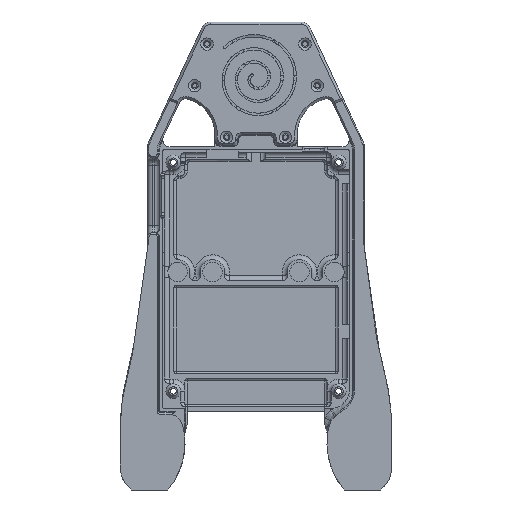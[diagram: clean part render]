
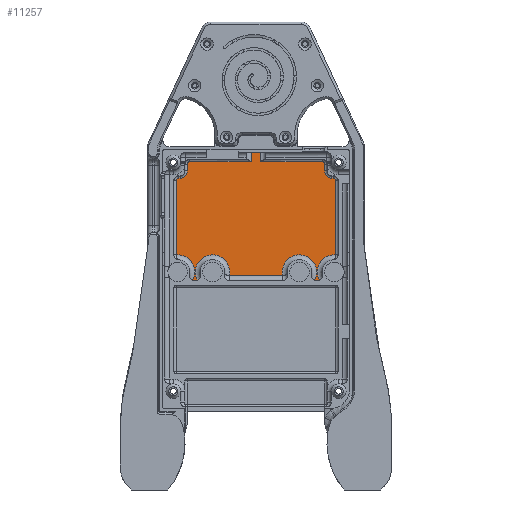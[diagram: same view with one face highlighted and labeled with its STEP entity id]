
A CAD part, front view. The second image highlights one B-rep face of the part: STEP entity #11257.
In plain terms, the highlighted planar face has unit normal (0, -1, 0).
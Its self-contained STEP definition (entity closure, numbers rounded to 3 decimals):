
#561=PLANE('',#12070);
#910=FACE_OUTER_BOUND('',#1590,.T.);
#1590=EDGE_LOOP('',(#8308,#8309,#8310,#8311,#8312,#8313,#8314,#8315,#8316,
#8317,#8318,#8319,#8320,#8321,#8322,#8323,#8324,#8325,#8326,#8327,#8328,
#8329,#8330,#8331,#8332,#8333,#8334,#8335));
#2378=LINE('',#19584,#3319);
#2498=LINE('',#19957,#3439);
#2499=LINE('',#19961,#3440);
#2500=LINE('',#19965,#3441);
#2501=LINE('',#19969,#3442);
#2502=LINE('',#19971,#3443);
#2503=LINE('',#19973,#3444);
#2504=LINE('',#19974,#3445);
#2505=LINE('',#19978,#3446);
#2506=LINE('',#19982,#3447);
#2507=LINE('',#19986,#3448);
#2508=LINE('',#19992,#3449);
#2509=LINE('',#19998,#3450);
#2510=LINE('',#20003,#3451);
#3319=VECTOR('',#13677,1.);
#3439=VECTOR('',#13903,1.);
#3440=VECTOR('',#13906,1.);
#3441=VECTOR('',#13909,1.);
#3442=VECTOR('',#13912,1.);
#3443=VECTOR('',#13913,1.);
#3444=VECTOR('',#13914,1.);
#3445=VECTOR('',#13915,1.);
#3446=VECTOR('',#13918,1.);
#3447=VECTOR('',#13921,1.);
#3448=VECTOR('',#13924,1.);
#3449=VECTOR('',#13929,1.);
#3450=VECTOR('',#13934,1.);
#3451=VECTOR('',#13939,1.);
#4177=CIRCLE('',#12071,2.);
#4178=CIRCLE('',#12072,7.);
#4179=CIRCLE('',#12073,1.);
#4180=CIRCLE('',#12074,3.);
#4181=CIRCLE('',#12075,1.);
#4182=CIRCLE('',#12076,1.);
#4183=CIRCLE('',#12077,3.);
#4184=CIRCLE('',#12078,1.);
#4185=CIRCLE('',#12079,7.);
#4186=CIRCLE('',#12080,2.);
#4187=CIRCLE('',#12081,2.);
#4188=CIRCLE('',#12082,7.);
#4189=CIRCLE('',#12083,7.);
#4190=CIRCLE('',#12084,2.);
#4950=VERTEX_POINT('',#19582);
#4951=VERTEX_POINT('',#19583);
#5092=VERTEX_POINT('',#19951);
#5093=VERTEX_POINT('',#19952);
#5094=VERTEX_POINT('',#19954);
#5095=VERTEX_POINT('',#19956);
#5096=VERTEX_POINT('',#19958);
#5097=VERTEX_POINT('',#19960);
#5098=VERTEX_POINT('',#19962);
#5099=VERTEX_POINT('',#19964);
#5100=VERTEX_POINT('',#19966);
#5101=VERTEX_POINT('',#19968);
#5102=VERTEX_POINT('',#19970);
#5103=VERTEX_POINT('',#19972);
#5104=VERTEX_POINT('',#19975);
#5105=VERTEX_POINT('',#19977);
#5106=VERTEX_POINT('',#19979);
#5107=VERTEX_POINT('',#19981);
#5108=VERTEX_POINT('',#19983);
#5109=VERTEX_POINT('',#19985);
#5110=VERTEX_POINT('',#19987);
#5111=VERTEX_POINT('',#19989);
#5112=VERTEX_POINT('',#19991);
#5113=VERTEX_POINT('',#19993);
#5114=VERTEX_POINT('',#19995);
#5115=VERTEX_POINT('',#19997);
#5116=VERTEX_POINT('',#19999);
#5117=VERTEX_POINT('',#20001);
#6123=EDGE_CURVE('',#4950,#4951,#2378,.T.);
#6278=EDGE_CURVE('',#5092,#5093,#4177,.T.);
#6279=EDGE_CURVE('',#5093,#5094,#4178,.T.);
#6280=EDGE_CURVE('',#5094,#5095,#2498,.T.);
#6281=EDGE_CURVE('',#5095,#5096,#4179,.T.);
#6282=EDGE_CURVE('',#5096,#5097,#2499,.T.);
#6283=EDGE_CURVE('',#5097,#5098,#4180,.T.);
#6284=EDGE_CURVE('',#5098,#5099,#2500,.T.);
#6285=EDGE_CURVE('',#5099,#5100,#4181,.T.);
#6286=EDGE_CURVE('',#5100,#5101,#2501,.T.);
#6287=EDGE_CURVE('',#5101,#5102,#2502,.T.);
#6288=EDGE_CURVE('',#5103,#5102,#2503,.T.);
#6289=EDGE_CURVE('',#5103,#4950,#2504,.T.);
#6290=EDGE_CURVE('',#4951,#5104,#4182,.T.);
#6291=EDGE_CURVE('',#5104,#5105,#2505,.T.);
#6292=EDGE_CURVE('',#5105,#5106,#4183,.T.);
#6293=EDGE_CURVE('',#5106,#5107,#2506,.T.);
#6294=EDGE_CURVE('',#5107,#5108,#4184,.T.);
#6295=EDGE_CURVE('',#5108,#5109,#2507,.T.);
#6296=EDGE_CURVE('',#5109,#5110,#4185,.T.);
#6297=EDGE_CURVE('',#5110,#5111,#4186,.T.);
#6298=EDGE_CURVE('',#5111,#5112,#2508,.T.);
#6299=EDGE_CURVE('',#5112,#5113,#4187,.T.);
#6300=EDGE_CURVE('',#5113,#5114,#4188,.T.);
#6301=EDGE_CURVE('',#5114,#5115,#2509,.T.);
#6302=EDGE_CURVE('',#5115,#5116,#4189,.T.);
#6303=EDGE_CURVE('',#5116,#5117,#4190,.T.);
#6304=EDGE_CURVE('',#5117,#5092,#2510,.T.);
#8308=ORIENTED_EDGE('',*,*,#6278,.T.);
#8309=ORIENTED_EDGE('',*,*,#6279,.T.);
#8310=ORIENTED_EDGE('',*,*,#6280,.T.);
#8311=ORIENTED_EDGE('',*,*,#6281,.T.);
#8312=ORIENTED_EDGE('',*,*,#6282,.T.);
#8313=ORIENTED_EDGE('',*,*,#6283,.T.);
#8314=ORIENTED_EDGE('',*,*,#6284,.T.);
#8315=ORIENTED_EDGE('',*,*,#6285,.T.);
#8316=ORIENTED_EDGE('',*,*,#6286,.T.);
#8317=ORIENTED_EDGE('',*,*,#6287,.T.);
#8318=ORIENTED_EDGE('',*,*,#6288,.F.);
#8319=ORIENTED_EDGE('',*,*,#6289,.T.);
#8320=ORIENTED_EDGE('',*,*,#6123,.T.);
#8321=ORIENTED_EDGE('',*,*,#6290,.T.);
#8322=ORIENTED_EDGE('',*,*,#6291,.T.);
#8323=ORIENTED_EDGE('',*,*,#6292,.T.);
#8324=ORIENTED_EDGE('',*,*,#6293,.T.);
#8325=ORIENTED_EDGE('',*,*,#6294,.T.);
#8326=ORIENTED_EDGE('',*,*,#6295,.T.);
#8327=ORIENTED_EDGE('',*,*,#6296,.T.);
#8328=ORIENTED_EDGE('',*,*,#6297,.T.);
#8329=ORIENTED_EDGE('',*,*,#6298,.T.);
#8330=ORIENTED_EDGE('',*,*,#6299,.T.);
#8331=ORIENTED_EDGE('',*,*,#6300,.T.);
#8332=ORIENTED_EDGE('',*,*,#6301,.T.);
#8333=ORIENTED_EDGE('',*,*,#6302,.T.);
#8334=ORIENTED_EDGE('',*,*,#6303,.T.);
#8335=ORIENTED_EDGE('',*,*,#6304,.T.);
#11257=ADVANCED_FACE('',(#910),#561,.T.);
#12070=AXIS2_PLACEMENT_3D('',#19950,#13897,#13898);
#12071=AXIS2_PLACEMENT_3D('',#19953,#13899,#13900);
#12072=AXIS2_PLACEMENT_3D('',#19955,#13901,#13902);
#12073=AXIS2_PLACEMENT_3D('',#19959,#13904,#13905);
#12074=AXIS2_PLACEMENT_3D('',#19963,#13907,#13908);
#12075=AXIS2_PLACEMENT_3D('',#19967,#13910,#13911);
#12076=AXIS2_PLACEMENT_3D('',#19976,#13916,#13917);
#12077=AXIS2_PLACEMENT_3D('',#19980,#13919,#13920);
#12078=AXIS2_PLACEMENT_3D('',#19984,#13922,#13923);
#12079=AXIS2_PLACEMENT_3D('',#19988,#13925,#13926);
#12080=AXIS2_PLACEMENT_3D('',#19990,#13927,#13928);
#12081=AXIS2_PLACEMENT_3D('',#19994,#13930,#13931);
#12082=AXIS2_PLACEMENT_3D('',#19996,#13932,#13933);
#12083=AXIS2_PLACEMENT_3D('',#20000,#13935,#13936);
#12084=AXIS2_PLACEMENT_3D('',#20002,#13937,#13938);
#13677=DIRECTION('',(-1.,0.,0.));
#13897=DIRECTION('center_axis',(0.,-1.,0.));
#13898=DIRECTION('ref_axis',(0.,0.,-1.));
#13899=DIRECTION('center_axis',(0.,-1.,0.));
#13900=DIRECTION('ref_axis',(0.,0.,-1.));
#13901=DIRECTION('center_axis',(0.,1.,0.));
#13902=DIRECTION('ref_axis',(0.,0.,-1.));
#13903=DIRECTION('',(0.,0.,1.));
#13904=DIRECTION('center_axis',(0.,-1.,0.));
#13905=DIRECTION('ref_axis',(0.,0.,-1.));
#13906=DIRECTION('',(-1.,0.,0.));
#13907=DIRECTION('center_axis',(0.,1.,0.));
#13908=DIRECTION('ref_axis',(0.,0.,-1.));
#13909=DIRECTION('',(0.,0.,1.));
#13910=DIRECTION('center_axis',(0.,-1.,0.));
#13911=DIRECTION('ref_axis',(0.,0.,-1.));
#13912=DIRECTION('',(-1.,0.,0.));
#13913=DIRECTION('',(0.,0.,1.));
#13914=DIRECTION('',(1.,0.,0.));
#13915=DIRECTION('',(0.,0.,-1.));
#13916=DIRECTION('center_axis',(0.,-1.,0.));
#13917=DIRECTION('ref_axis',(0.,0.,-1.));
#13918=DIRECTION('',(0.,0.,-1.));
#13919=DIRECTION('center_axis',(0.,1.,0.));
#13920=DIRECTION('ref_axis',(0.,0.,-1.));
#13921=DIRECTION('',(-1.,0.,0.));
#13922=DIRECTION('center_axis',(0.,-1.,0.));
#13923=DIRECTION('ref_axis',(0.,0.,-1.));
#13924=DIRECTION('',(0.,0.,-1.));
#13925=DIRECTION('center_axis',(0.,1.,0.));
#13926=DIRECTION('ref_axis',(0.,0.,-1.));
#13927=DIRECTION('center_axis',(0.,-1.,0.));
#13928=DIRECTION('ref_axis',(0.,0.,-1.));
#13929=DIRECTION('',(1.,0.,0.));
#13930=DIRECTION('center_axis',(0.,-1.,0.));
#13931=DIRECTION('ref_axis',(0.,0.,-1.));
#13932=DIRECTION('center_axis',(0.,1.,0.));
#13933=DIRECTION('ref_axis',(0.,0.,-1.));
#13934=DIRECTION('',(1.,0.,0.));
#13935=DIRECTION('center_axis',(0.,1.,0.));
#13936=DIRECTION('ref_axis',(0.,0.,-1.));
#13937=DIRECTION('center_axis',(0.,-1.,0.));
#13938=DIRECTION('ref_axis',(0.,0.,-1.));
#13939=DIRECTION('',(1.,0.,0.));
#19582=CARTESIAN_POINT('',(-2.,11.5,-6.));
#19583=CARTESIAN_POINT('',(-27.,11.5,-6.));
#19584=CARTESIAN_POINT('',(0.,11.5,-6.));
#19950=CARTESIAN_POINT('Origin',(0.,11.5,0.));
#19951=CARTESIAN_POINT('',(25.163,11.5,-54.5));
#19952=CARTESIAN_POINT('',(25.866,11.5,-54.372));
#19953=CARTESIAN_POINT('Origin',(25.163,11.5,-52.5));
#19954=CARTESIAN_POINT('',(32.5,11.5,-44.018));
#19955=CARTESIAN_POINT('Origin',(32.,11.5,-51.));
#19956=CARTESIAN_POINT('',(32.5,11.5,-13.8));
#19957=CARTESIAN_POINT('',(32.5,11.5,0.));
#19958=CARTESIAN_POINT('',(31.5,11.5,-12.8));
#19959=CARTESIAN_POINT('Origin',(31.5,11.5,-13.8));
#19960=CARTESIAN_POINT('',(31.,11.5,-12.8));
#19961=CARTESIAN_POINT('',(0.,11.5,-12.8));
#19962=CARTESIAN_POINT('',(28.,11.5,-9.8));
#19963=CARTESIAN_POINT('Origin',(31.,11.5,-9.8));
#19964=CARTESIAN_POINT('',(28.,11.5,-7.));
#19965=CARTESIAN_POINT('',(28.,11.5,0.));
#19966=CARTESIAN_POINT('',(27.,11.5,-6.));
#19967=CARTESIAN_POINT('Origin',(27.,11.5,-7.));
#19968=CARTESIAN_POINT('',(2.,11.5,-6.));
#19969=CARTESIAN_POINT('',(0.,11.5,-6.));
#19970=CARTESIAN_POINT('',(2.,11.5,7.5));
#19971=CARTESIAN_POINT('',(2.,11.5,0.));
#19972=CARTESIAN_POINT('',(-2.,11.5,7.5));
#19973=CARTESIAN_POINT('',(-16.,11.5,7.5));
#19974=CARTESIAN_POINT('',(-2.,11.5,0.));
#19975=CARTESIAN_POINT('',(-28.,11.5,-7.));
#19976=CARTESIAN_POINT('Origin',(-27.,11.5,-7.));
#19977=CARTESIAN_POINT('',(-28.,11.5,-9.8));
#19978=CARTESIAN_POINT('',(-28.,11.5,0.));
#19979=CARTESIAN_POINT('',(-31.,11.5,-12.8));
#19980=CARTESIAN_POINT('Origin',(-31.,11.5,-9.8));
#19981=CARTESIAN_POINT('',(-31.5,11.5,-12.8));
#19982=CARTESIAN_POINT('',(0.,11.5,-12.8));
#19983=CARTESIAN_POINT('',(-32.5,11.5,-13.8));
#19984=CARTESIAN_POINT('Origin',(-31.5,11.5,-13.8));
#19985=CARTESIAN_POINT('',(-32.5,11.5,-44.018));
#19986=CARTESIAN_POINT('',(-32.5,11.5,0.));
#19987=CARTESIAN_POINT('',(-25.866,11.5,-54.372));
#19988=CARTESIAN_POINT('Origin',(-32.,11.5,-51.));
#19989=CARTESIAN_POINT('',(-25.163,11.5,-54.5));
#19990=CARTESIAN_POINT('Origin',(-25.163,11.5,-52.5));
#19991=CARTESIAN_POINT('',(-24.587,11.5,-54.5));
#19992=CARTESIAN_POINT('',(33.5,11.5,-54.5));
#19993=CARTESIAN_POINT('',(-23.884,11.5,-54.372));
#19994=CARTESIAN_POINT('Origin',(-24.587,11.5,-52.5));
#19995=CARTESIAN_POINT('',(-10.913,11.5,-52.5));
#19996=CARTESIAN_POINT('Origin',(-17.75,11.5,-51.));
#19997=CARTESIAN_POINT('',(10.913,11.5,-52.5));
#19998=CARTESIAN_POINT('',(14.179,11.5,-52.5));
#19999=CARTESIAN_POINT('',(23.884,11.5,-54.372));
#20000=CARTESIAN_POINT('Origin',(17.75,11.5,-51.));
#20001=CARTESIAN_POINT('',(24.587,11.5,-54.5));
#20002=CARTESIAN_POINT('Origin',(24.587,11.5,-52.5));
#20003=CARTESIAN_POINT('',(33.5,11.5,-54.5));
